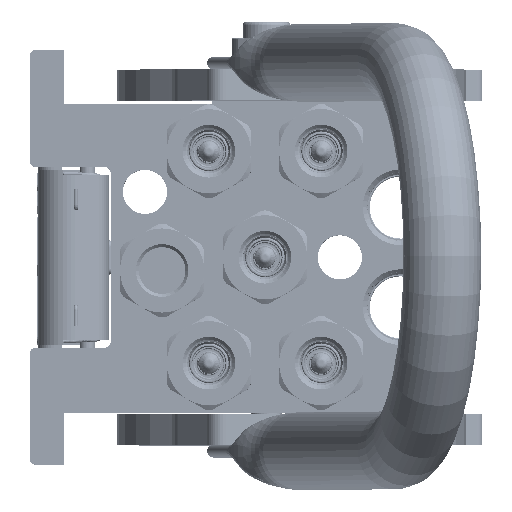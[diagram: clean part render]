
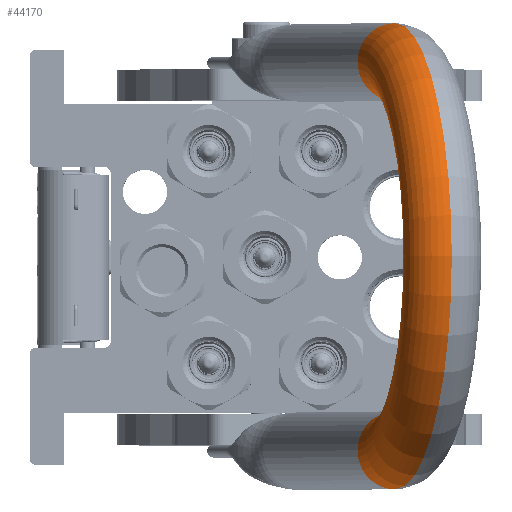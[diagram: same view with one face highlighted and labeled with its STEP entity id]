
A CAD part, top view. The second image highlights one B-rep face of the part: STEP entity #44170.
In plain terms, the highlighted toroidal (fillet/blend) face has major radius 62.25 mm and minor radius 12.5 mm.
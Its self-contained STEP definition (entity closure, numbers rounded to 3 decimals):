
#838 = DIRECTION ( 'NONE',  ( -1., 0., 0. ) ) ;
#2978 = DIRECTION ( 'NONE',  ( 1., 0., 0. ) ) ;
#4127 = DIRECTION ( 'NONE',  ( -1., 0., 0. ) ) ;
#4343 = AXIS2_PLACEMENT_3D ( 'NONE', #46971, #80048, #838 ) ;
#4616 = DIRECTION ( 'NONE',  ( 0., 0., -1. ) ) ;
#9902 = CARTESIAN_POINT ( 'NONE',  ( 0., 0., 125.25 ) ) ;
#15452 = ORIENTED_EDGE ( 'NONE', *, *, #103501, .T. ) ;
#15784 = VERTEX_POINT ( 'NONE', #103473 ) ;
#23437 = DIRECTION ( 'NONE',  ( 0., 1., 0. ) ) ;
#23541 = AXIS2_PLACEMENT_3D ( 'NONE', #90639, #148217, #33502 ) ;
#26242 = EDGE_CURVE ( 'NONE', #15784, #147304, #69124, .T. ) ;
#26640 = VERTEX_POINT ( 'NONE', #120482 ) ;
#33502 = DIRECTION ( 'NONE',  ( 1., 0., 0. ) ) ;
#35131 = CARTESIAN_POINT ( 'NONE',  ( 0., 0., 125.25 ) ) ;
#35425 = VERTEX_POINT ( 'NONE', #50164 ) ;
#44170 = ADVANCED_FACE ( 'NONE', ( #114095 ), #96136, .T. ) ;
#46971 = CARTESIAN_POINT ( 'NONE',  ( 0., 0., 125.25 ) ) ;
#50164 = CARTESIAN_POINT ( 'NONE',  ( 74.75, 0., 125.25 ) ) ;
#50720 = CARTESIAN_POINT ( 'NONE',  ( 62.25, 0., 125.25 ) ) ;
#51362 = EDGE_CURVE ( 'NONE', #147304, #35425, #63868, .T. ) ;
#63264 = ORIENTED_EDGE ( 'NONE', *, *, #26242, .F. ) ;
#63868 = CIRCLE ( 'NONE', #104116, 12.5 ) ;
#69124 = CIRCLE ( 'NONE', #4343, 49.75 ) ;
#69518 = DIRECTION ( 'NONE',  ( -1., 0., 0. ) ) ;
#72551 = ORIENTED_EDGE ( 'NONE', *, *, #51362, .F. ) ;
#77742 = EDGE_CURVE ( 'NONE', #26640, #35425, #94357, .T. ) ;
#80048 = DIRECTION ( 'NONE',  ( 0., 1., 0. ) ) ;
#81427 = AXIS2_PLACEMENT_3D ( 'NONE', #35131, #116293, #2978 ) ;
#88025 = CARTESIAN_POINT ( 'NONE',  ( 49.75, 0., 125.25 ) ) ;
#90639 = CARTESIAN_POINT ( 'NONE',  ( -62.25, 0., 125.25 ) ) ;
#94357 = CIRCLE ( 'NONE', #124489, 74.75 ) ;
#96136 = TOROIDAL_SURFACE ( 'NONE', #81427, 62.25, 12.5 ) ;
#103473 = CARTESIAN_POINT ( 'NONE',  ( -49.75, 0., 125.25 ) ) ;
#103501 = EDGE_CURVE ( 'NONE', #15784, #26640, #132673, .T. ) ;
#104116 = AXIS2_PLACEMENT_3D ( 'NONE', #50720, #4616, #4127 ) ;
#114095 = FACE_OUTER_BOUND ( 'NONE', #127274, .T. ) ;
#116293 = DIRECTION ( 'NONE',  ( 0., 1., 0. ) ) ;
#120482 = CARTESIAN_POINT ( 'NONE',  ( -74.75, 0., 125.25 ) ) ;
#124489 = AXIS2_PLACEMENT_3D ( 'NONE', #9902, #23437, #69518 ) ;
#127274 = EDGE_LOOP ( 'NONE', ( #132661, #72551, #63264, #15452 ) ) ;
#132661 = ORIENTED_EDGE ( 'NONE', *, *, #77742, .T. ) ;
#132673 = CIRCLE ( 'NONE', #23541, 12.5 ) ;
#147304 = VERTEX_POINT ( 'NONE', #88025 ) ;
#148217 = DIRECTION ( 'NONE',  ( 0., 0., 1. ) ) ;
